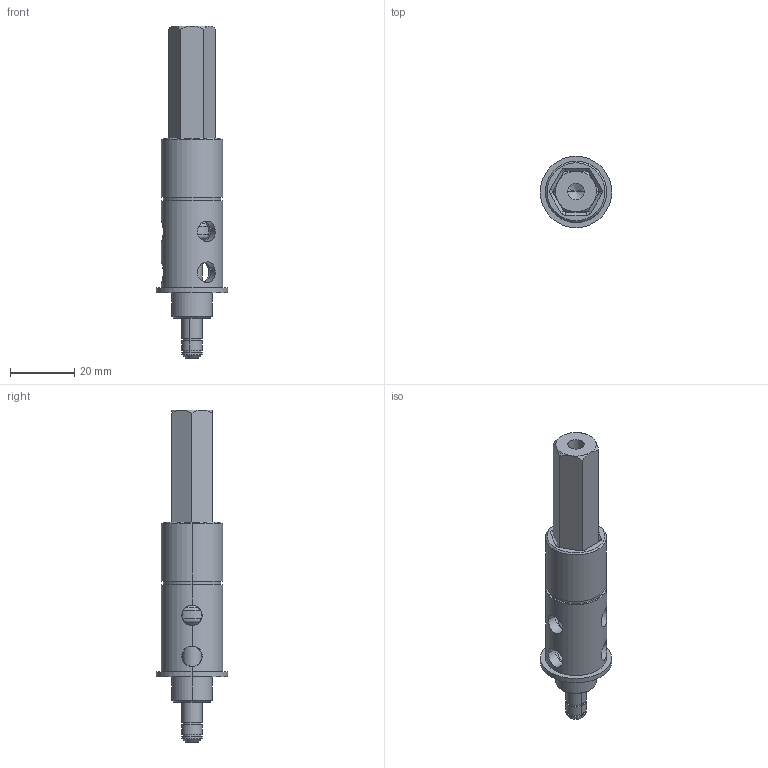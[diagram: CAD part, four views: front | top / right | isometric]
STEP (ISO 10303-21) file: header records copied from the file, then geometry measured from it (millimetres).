
FILE_DESCRIPTION (( 'STEP AP203' ), '1' );
FILE_NAME ('217-2790.20121204.STEP', '2012-12-05T04:43:10', ( 'svradm' ), ( 'Microsoft' ), 'SwSTEP 2.0', 'SolidWorks 2012', '' );
FILE_SCHEMA (( 'CONFIG_CONTROL_DESIGN' ));
Length unit declared in the file: millimetre
Products named in the file (4): 217-2790-002 Rev1; 217-2790-003 Rev1 ; 217-2790-004 Rev1; 217-2790.20121204
Assembly tree (3 placements, depth 2):
  217-2790.20121204
    217-2790-002 Rev1
    217-2790-003 Rev1 
    217-2790-004 Rev1
Bounding box: 22.23 x 22.23 x 103.3 mm (x, y, z)
Volume: 16994.1 mm3; surface area: 10174.8 mm2
Topology: 3 solids, 3 shells, 150 faces, 372 edges, 228 vertices
Faces by surface type: cylinder 56, plane 47, cone 27, sphere 12, torus 8
Entity records: 5525 total; most frequent: CARTESIAN_POINT 1618, DIRECTION 783, ORIENTED_EDGE 692, EDGE_CURVE 346, AXIS2_PLACEMENT_3D 321, VERTEX_POINT 216, EDGE_LOOP 178, CIRCLE 165
